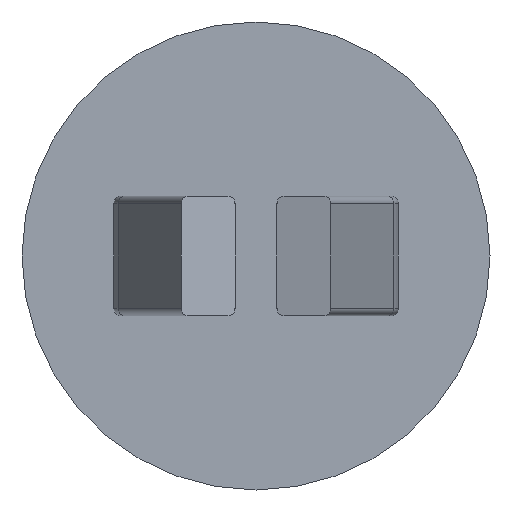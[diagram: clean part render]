
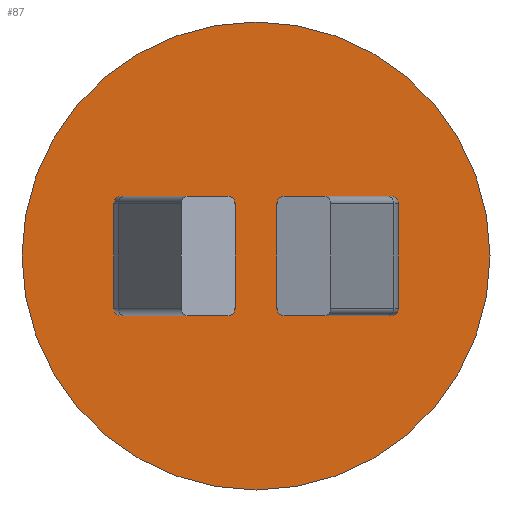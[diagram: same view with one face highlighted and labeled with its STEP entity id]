
A CAD part, front view. The second image highlights one B-rep face of the part: STEP entity #87.
In plain terms, the highlighted planar face has unit normal (0, -1, 0).
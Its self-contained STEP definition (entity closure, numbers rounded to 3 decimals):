
#27=VERTEX_POINT('NONE',#28);
#28=CARTESIAN_POINT('',(0.,0.0,1.588));
#34=EDGE_CURVE('NONE',#27,#35,#37,.T.);
#35=VERTEX_POINT('NONE',#36);
#36=CARTESIAN_POINT('',(0.0,0.0,-1.588));
#37=CIRCLE('',#38,1.588);
#38=AXIS2_PLACEMENT_3D('',#39,#40,#41);
#39=CARTESIAN_POINT('',(0.0,0.0,0.0));
#40=DIRECTION('',(0.0,1.0,0.0));
#41=DIRECTION('',(0.0,0.0,1.0));
#66=EDGE_CURVE('NONE',#35,#27,#67,.T.);
#67=CIRCLE('',#68,1.588);
#68=AXIS2_PLACEMENT_3D('',#69,#70,#71);
#69=CARTESIAN_POINT('',(0.0,0.0,0.0));
#70=DIRECTION('',(0.0,1.0,0.0));
#71=DIRECTION('',(0.0,0.0,1.0));
#87=ADVANCED_FACE('NONE',(#88),#92,.F.);
#88=FACE_BOUND('NONE',#89,.T.);
#89=EDGE_LOOP('',(#90,#91));
#90=ORIENTED_EDGE('',*,*,#66,.F.);
#91=ORIENTED_EDGE('',*,*,#34,.F.);
#92=PLANE('',#93);
#93=AXIS2_PLACEMENT_3D('',#94,#95,#96);
#94=CARTESIAN_POINT('',(0.0,0.0,0.0));
#95=DIRECTION('',(0.0,1.0,0.0));
#96=DIRECTION('',(0.0,0.0,1.0));
